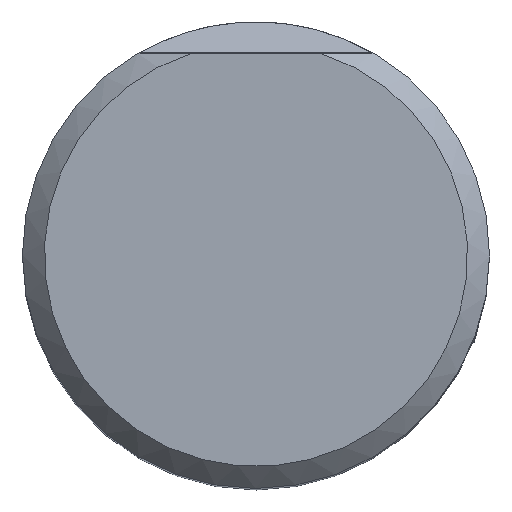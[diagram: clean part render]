
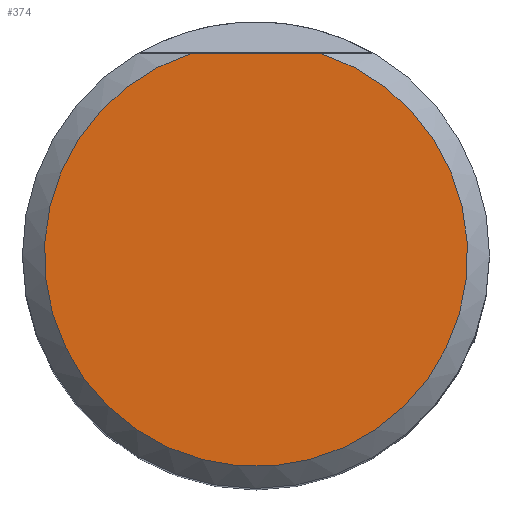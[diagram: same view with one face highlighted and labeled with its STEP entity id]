
A CAD part, top view. The second image highlights one B-rep face of the part: STEP entity #374.
In plain terms, the highlighted planar face has unit normal (0, 0, 1).
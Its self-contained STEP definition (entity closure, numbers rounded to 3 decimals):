
#242=FACE_OUTER_BOUND('',#685,.T.);
#374=ADVANCED_FACE('',(#242),#506,.T.);
#506=PLANE('',#2903);
#685=EDGE_LOOP('',(#1461,#1462));
#854=LINE('',#4565,#963);
#963=VECTOR('',#3345,1.);
#1125=CIRCLE('',#2902,14.496);
#1461=ORIENTED_EDGE('',*,*,#2353,.F.);
#1462=ORIENTED_EDGE('',*,*,#2354,.T.);
#2070=VERTEX_POINT('',#4566);
#2071=VERTEX_POINT('',#4567);
#2353=EDGE_CURVE('',#2070,#2071,#854,.T.);
#2354=EDGE_CURVE('',#2070,#2071,#1125,.T.);
#2902=AXIS2_PLACEMENT_3D('',#4568,#3346,#3347);
#2903=AXIS2_PLACEMENT_3D('',#4569,#3348,#3349);
#3345=DIRECTION('',(1.,0.,0.));
#3346=DIRECTION('',(0.,0.,1.));
#3347=DIRECTION('',(1.,0.,0.));
#3348=DIRECTION('',(0.,0.,1.));
#3349=DIRECTION('',(1.,0.,0.));
#4565=CARTESIAN_POINT('',(0.,13.804,0.));
#4566=CARTESIAN_POINT('',(-4.425,13.804,0.));
#4567=CARTESIAN_POINT('',(4.425,13.804,0.));
#4568=CARTESIAN_POINT('',(0.,0.,0.));
#4569=CARTESIAN_POINT('',(0.,0.,0.));
